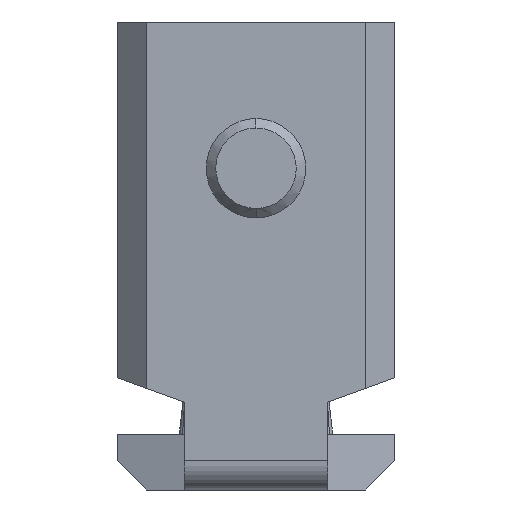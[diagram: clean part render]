
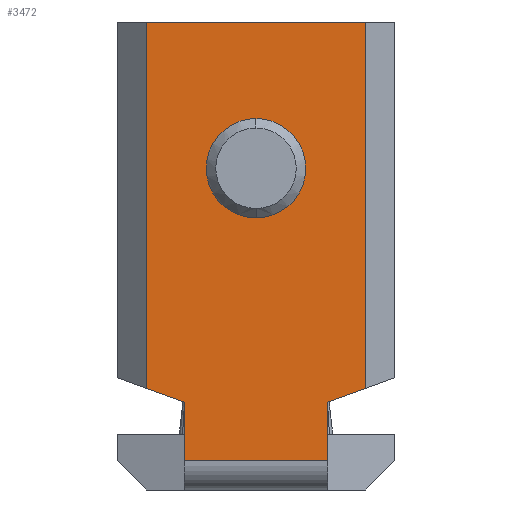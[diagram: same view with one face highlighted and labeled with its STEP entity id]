
A CAD part, front view. The second image highlights one B-rep face of the part: STEP entity #3472.
In plain terms, the highlighted planar face has unit normal (0, -1, 0).
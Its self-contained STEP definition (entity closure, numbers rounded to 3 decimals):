
#7 = EDGE_CURVE ( 'NONE', #3498, #725, #2168, .T. ) ;
#18 = EDGE_CURVE ( 'NONE', #2936, #638, #2027, .T. ) ;
#26 = EDGE_CURVE ( 'NONE', #638, #2967, #2175, .T. ) ;
#159 = DIRECTION ( 'NONE',  ( 0., 0., -1. ) ) ;
#165 = LINE ( 'NONE', #3294, #1864 ) ;
#210 = ORIENTED_EDGE ( 'NONE', *, *, #1872, .T. ) ;
#217 = ORIENTED_EDGE ( 'NONE', *, *, #3371, .T. ) ;
#265 = ORIENTED_EDGE ( 'NONE', *, *, #1491, .F. ) ;
#272 = ORIENTED_EDGE ( 'NONE', *, *, #1324, .T. ) ;
#274 = ORIENTED_EDGE ( 'NONE', *, *, #3621, .T. ) ;
#350 = ORIENTED_EDGE ( 'NONE', *, *, #7, .F. ) ;
#352 = ORIENTED_EDGE ( 'NONE', *, *, #710, .F. ) ;
#507 = EDGE_LOOP ( 'NONE', ( #265, #272, #274, #350, #352, #2412, #2410, #2408 ) ) ;
#509 = CARTESIAN_POINT ( 'NONE',  ( 4.9, 0., 32. ) ) ;
#521 = CARTESIAN_POINT ( 'NONE',  ( -4.9, 0., 6. ) ) ;
#579 = CARTESIAN_POINT ( 'NONE',  ( -9.5, 0., 7.674 ) ) ;
#638 = VERTEX_POINT ( 'NONE', #2554 ) ;
#665 = CARTESIAN_POINT ( 'NONE',  ( 0., 0., 22. ) ) ;
#710 = EDGE_CURVE ( 'NONE', #2936, #3498, #2942, .T. ) ;
#725 = VERTEX_POINT ( 'NONE', #2323 ) ;
#846 = FACE_OUTER_BOUND ( 'NONE', #507, .T. ) ;
#934 = CARTESIAN_POINT ( 'NONE',  ( -7.5, 0., 6. ) ) ;
#950 = VERTEX_POINT ( 'NONE', #3569 ) ;
#981 = CARTESIAN_POINT ( 'NONE',  ( -7.5, 0., 32. ) ) ;
#992 = DIRECTION ( 'NONE',  ( 0., 0., 1. ) ) ;
#1034 = CARTESIAN_POINT ( 'NONE',  ( 4.9, 0., 6. ) ) ;
#1057 = VECTOR ( 'NONE', #2939, 1000. ) ;
#1074 = AXIS2_PLACEMENT_3D ( 'NONE', #3230, #3877, #2013 ) ;
#1141 = DIRECTION ( 'NONE',  ( 0., 1., 0. ) ) ;
#1234 = AXIS2_PLACEMENT_3D ( 'NONE', #665, #2760, #992 ) ;
#1295 = EDGE_LOOP ( 'NONE', ( #210, #217 ) ) ;
#1324 = EDGE_CURVE ( 'NONE', #1530, #2032, #2295, .T. ) ;
#1438 = VERTEX_POINT ( 'NONE', #981 ) ;
#1491 = EDGE_CURVE ( 'NONE', #1530, #1438, #2916, .T. ) ;
#1530 = VERTEX_POINT ( 'NONE', #3443 ) ;
#1541 = VECTOR ( 'NONE', #1724, 1000. ) ;
#1724 = DIRECTION ( 'NONE',  ( 0., 0., -1. ) ) ;
#1864 = VECTOR ( 'NONE', #159, 1000. ) ;
#1872 = EDGE_CURVE ( 'NONE', #2769, #950, #2668, .T. ) ;
#1909 = EDGE_CURVE ( 'NONE', #2967, #1438, #2621, .T. ) ;
#1938 = CARTESIAN_POINT ( 'NONE',  ( 7.5, 0., 32. ) ) ;
#2012 = CIRCLE ( 'NONE', #1234, 3.4 ) ;
#2013 = DIRECTION ( 'NONE',  ( 0., 0., 1. ) ) ;
#2027 = LINE ( 'NONE', #3098, #2076 ) ;
#2032 = VERTEX_POINT ( 'NONE', #521 ) ;
#2076 = VECTOR ( 'NONE', #2812, 1000. ) ;
#2126 = VECTOR ( 'NONE', #3430, 1000. ) ;
#2168 = LINE ( 'NONE', #3128, #2126 ) ;
#2175 = LINE ( 'NONE', #2234, #2220 ) ;
#2219 = AXIS2_PLACEMENT_3D ( 'NONE', #2924, #1141, #3250 ) ;
#2220 = VECTOR ( 'NONE', #2504, 1000. ) ;
#2234 = CARTESIAN_POINT ( 'NONE',  ( 7.5, 0., 6. ) ) ;
#2295 = LINE ( 'NONE', #579, #3003 ) ;
#2323 = CARTESIAN_POINT ( 'NONE',  ( -4.9, 0., 2. ) ) ;
#2408 = ORIENTED_EDGE ( 'NONE', *, *, #1909, .T. ) ;
#2410 = ORIENTED_EDGE ( 'NONE', *, *, #26, .T. ) ;
#2412 = ORIENTED_EDGE ( 'NONE', *, *, #18, .T. ) ;
#2421 = DIRECTION ( 'NONE',  ( 0., 0., 1. ) ) ;
#2425 = FACE_BOUND ( 'NONE', #1295, .T. ) ;
#2429 = CARTESIAN_POINT ( 'NONE',  ( 0., 0., 25.4 ) ) ;
#2504 = DIRECTION ( 'NONE',  ( 0., 0., 1. ) ) ;
#2554 = CARTESIAN_POINT ( 'NONE',  ( 7.5, 0., 6.946 ) ) ;
#2606 = CARTESIAN_POINT ( 'NONE',  ( 4.9, 0., 2. ) ) ;
#2620 = VECTOR ( 'NONE', #2421, 1000. ) ;
#2621 = LINE ( 'NONE', #509, #1057 ) ;
#2668 = CIRCLE ( 'NONE', #2219, 3.4 ) ;
#2760 = DIRECTION ( 'NONE',  ( 0., 1., 0. ) ) ;
#2769 = VERTEX_POINT ( 'NONE', #2429 ) ;
#2812 = DIRECTION ( 'NONE',  ( 0.94, 0., 0.342 ) ) ;
#2903 = PLANE ( 'NONE',  #1074 ) ;
#2913 = CARTESIAN_POINT ( 'NONE',  ( 4.9, 0., 32. ) ) ;
#2916 = LINE ( 'NONE', #934, #2620 ) ;
#2924 = CARTESIAN_POINT ( 'NONE',  ( 0., 0., 22. ) ) ;
#2936 = VERTEX_POINT ( 'NONE', #1034 ) ;
#2939 = DIRECTION ( 'NONE',  ( -1., 0., 0. ) ) ;
#2942 = LINE ( 'NONE', #2913, #1541 ) ;
#2967 = VERTEX_POINT ( 'NONE', #1938 ) ;
#3002 = DIRECTION ( 'NONE',  ( 0.94, 0., -0.342 ) ) ;
#3003 = VECTOR ( 'NONE', #3002, 1000. ) ;
#3098 = CARTESIAN_POINT ( 'NONE',  ( 9.5, 0., 7.674 ) ) ;
#3128 = CARTESIAN_POINT ( 'NONE',  ( 4.9, 0., 2. ) ) ;
#3230 = CARTESIAN_POINT ( 'NONE',  ( 4.9, 0., 32. ) ) ;
#3250 = DIRECTION ( 'NONE',  ( 0., 0., 1. ) ) ;
#3294 = CARTESIAN_POINT ( 'NONE',  ( -4.9, 0., 32. ) ) ;
#3371 = EDGE_CURVE ( 'NONE', #950, #2769, #2012, .T. ) ;
#3430 = DIRECTION ( 'NONE',  ( -1., 0., 0. ) ) ;
#3443 = CARTESIAN_POINT ( 'NONE',  ( -7.5, 0., 6.946 ) ) ;
#3472 = ADVANCED_FACE ( 'NONE', ( #2425, #846 ), #2903, .F. ) ;
#3498 = VERTEX_POINT ( 'NONE', #2606 ) ;
#3569 = CARTESIAN_POINT ( 'NONE',  ( 0., 0., 18.6 ) ) ;
#3621 = EDGE_CURVE ( 'NONE', #2032, #725, #165, .T. ) ;
#3877 = DIRECTION ( 'NONE',  ( 0., 1., 0. ) ) ;
